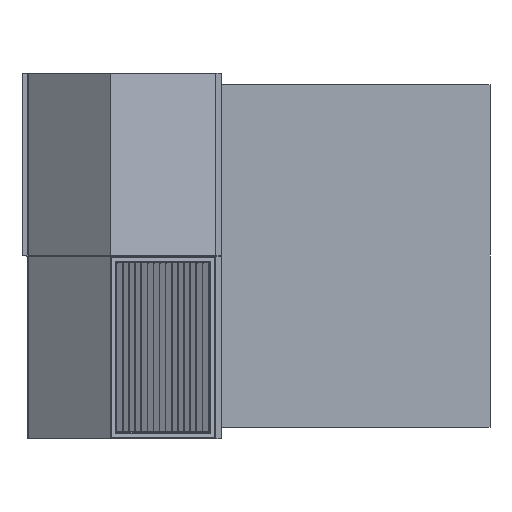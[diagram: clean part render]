
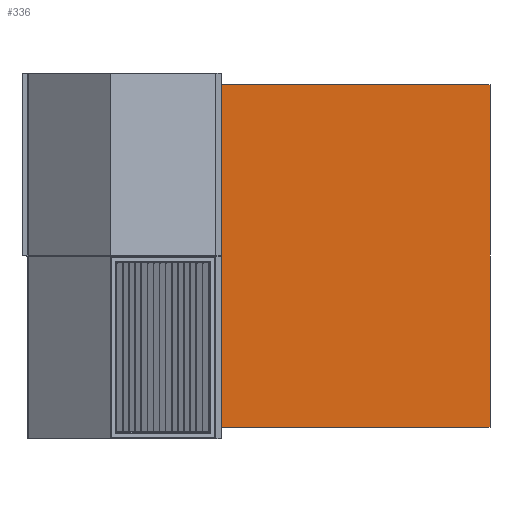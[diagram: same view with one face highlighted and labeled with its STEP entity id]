
A CAD part, left-side view. The second image highlights one B-rep face of the part: STEP entity #336.
In plain terms, the highlighted face is planar.
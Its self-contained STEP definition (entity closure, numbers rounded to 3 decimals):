
#46 = ORIENTED_EDGE ( 'NONE', *, *, #497, .F. ) ;
#105 = VERTEX_POINT ( 'NONE', #4647 ) ;
#287 = LINE ( 'NONE', #5823, #4012 ) ;
#305 = EDGE_CURVE ( 'NONE', #3298, #3096, #4672, .T. ) ;
#306 = CARTESIAN_POINT ( 'NONE',  ( 750., 1175., 350. ) ) ;
#336 = ADVANCED_FACE ( 'NONE', ( #2135 ), #5526, .F. ) ;
#497 = EDGE_CURVE ( 'NONE', #4382, #3298, #287, .T. ) ;
#520 = VECTOR ( 'NONE', #4278, 1000. ) ;
#637 = DIRECTION ( 'NONE',  ( 0., 0., -1. ) ) ;
#655 = VECTOR ( 'NONE', #4984, 1000. ) ;
#794 = EDGE_LOOP ( 'NONE', ( #46, #1878, #4232, #1174 ) ) ;
#1031 = LINE ( 'NONE', #1810, #520 ) ;
#1174 = ORIENTED_EDGE ( 'NONE', *, *, #305, .F. ) ;
#1497 = DIRECTION ( 'NONE',  ( 1., 0., 0. ) ) ;
#1557 = AXIS2_PLACEMENT_3D ( 'NONE', #5546, #637, #4034 ) ;
#1810 = CARTESIAN_POINT ( 'NONE',  ( 750., 0., 350. ) ) ;
#1878 = ORIENTED_EDGE ( 'NONE', *, *, #5649, .T. ) ;
#2066 = VECTOR ( 'NONE', #4702, 1000. ) ;
#2135 = FACE_OUTER_BOUND ( 'NONE', #794, .T. ) ;
#2221 = LINE ( 'NONE', #3346, #2066 ) ;
#2570 = EDGE_CURVE ( 'NONE', #105, #3096, #1031, .T. ) ;
#2785 = CARTESIAN_POINT ( 'NONE',  ( 750., 0., 350. ) ) ;
#2805 = CARTESIAN_POINT ( 'NONE',  ( 750., 1200., 350. ) ) ;
#3096 = VERTEX_POINT ( 'NONE', #2785 ) ;
#3298 = VERTEX_POINT ( 'NONE', #306 ) ;
#3346 = CARTESIAN_POINT ( 'NONE',  ( -750., 1200., 350. ) ) ;
#4012 = VECTOR ( 'NONE', #1497, 1000. ) ;
#4034 = DIRECTION ( 'NONE',  ( -1., 0., 0. ) ) ;
#4232 = ORIENTED_EDGE ( 'NONE', *, *, #2570, .T. ) ;
#4278 = DIRECTION ( 'NONE',  ( 1., 0., 0. ) ) ;
#4382 = VERTEX_POINT ( 'NONE', #5341 ) ;
#4647 = CARTESIAN_POINT ( 'NONE',  ( -750., 0., 350. ) ) ;
#4672 = LINE ( 'NONE', #2805, #655 ) ;
#4702 = DIRECTION ( 'NONE',  ( 0., -1., 0. ) ) ;
#4984 = DIRECTION ( 'NONE',  ( 0., -1., 0. ) ) ;
#5341 = CARTESIAN_POINT ( 'NONE',  ( -750., 1175., 350. ) ) ;
#5526 = PLANE ( 'NONE',  #1557 ) ;
#5546 = CARTESIAN_POINT ( 'NONE',  ( 750., 1200., 350. ) ) ;
#5649 = EDGE_CURVE ( 'NONE', #4382, #105, #2221, .T. ) ;
#5823 = CARTESIAN_POINT ( 'NONE',  ( -750., 1175., 350. ) ) ;
